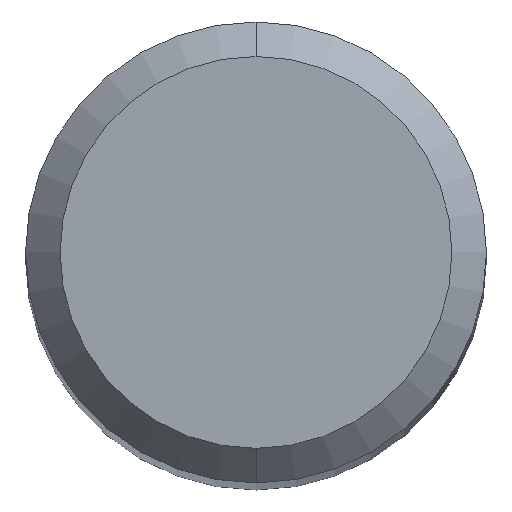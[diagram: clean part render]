
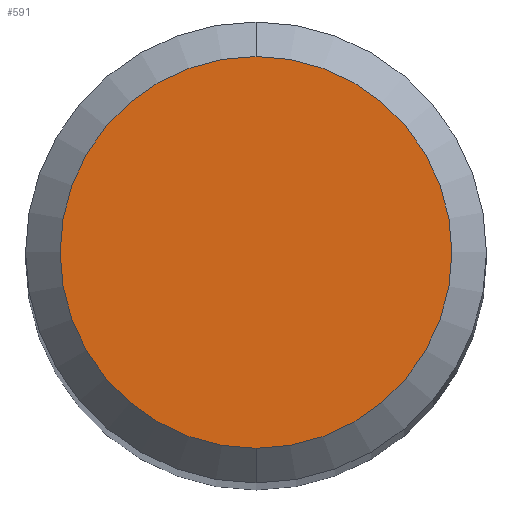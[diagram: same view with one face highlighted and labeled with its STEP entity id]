
A CAD part, top view. The second image highlights one B-rep face of the part: STEP entity #591.
In plain terms, the highlighted planar face has unit normal (0, 0, 1).
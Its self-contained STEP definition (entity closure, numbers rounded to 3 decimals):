
#423=VERTEX_POINT('',#1068);
#491=EDGE_CURVE('',#423,#925,#1140,.T.);
#543=EDGE_CURVE('',#925,#423,#1201,.T.);
#591=ADVANCED_FACE('',(#1252),#1253,.T.);
#925=VERTEX_POINT('',#1616);
#1068=CARTESIAN_POINT('',(0.,-1.7,0.0));
#1140=CIRCLE('',#2188,1.7);
#1201=CIRCLE('',#2442,1.7);
#1252=FACE_OUTER_BOUND('',#2603,.T.);
#1253=PLANE('',#2604);
#1616=CARTESIAN_POINT('',(0.0,1.7,0.0));
#2188=AXIS2_PLACEMENT_3D('',#4124,#4125,#4126);
#2442=AXIS2_PLACEMENT_3D('',#4199,#4200,#4201);
#2603=EDGE_LOOP('',(#4240,#4241));
#2604=AXIS2_PLACEMENT_3D('',#4242,#4243,#4244);
#4124=CARTESIAN_POINT('',(0.0,0.0,0.0));
#4125=DIRECTION('',(0.0,0.0,-1.0));
#4126=DIRECTION('',(0.0,1.0,0.0));
#4199=CARTESIAN_POINT('',(0.0,0.0,0.0));
#4200=DIRECTION('',(0.0,0.0,-1.0));
#4201=DIRECTION('',(0.0,1.0,0.0));
#4240=ORIENTED_EDGE('',*,*,#543,.F.);
#4241=ORIENTED_EDGE('',*,*,#491,.F.);
#4242=CARTESIAN_POINT('',(0.0,0.85,0.0));
#4243=DIRECTION('',(-0.0,0.0,1.0));
#4244=DIRECTION('',(0.0,-1.0,0.0));
